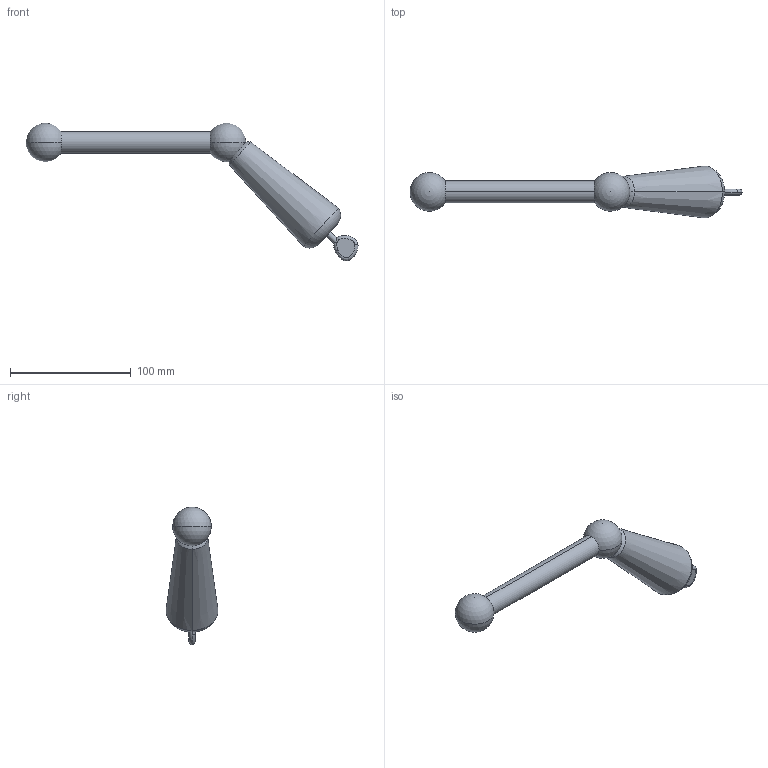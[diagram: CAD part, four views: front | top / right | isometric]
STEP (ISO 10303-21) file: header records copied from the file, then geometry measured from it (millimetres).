
FILE_DESCRIPTION (( 'STEP AP203' ), '1' );
FILE_NAME ('bras_Défaut_sldprt.STEP', '2022-07-18T00:17:31', ( '' ), ( '' ), 'SwSTEP 2.0', 'SolidWorks 2021', '' );
FILE_SCHEMA (( 'CONFIG_CONTROL_DESIGN' ));
Length unit declared in the file: millimetre
Products named in the file (1): bras_Défaut_sldprt
Bounding box: 274.93 x 43.02 x 114.02 mm (x, y, z)
Volume: 162753 mm3; surface area: 25434.7 mm2
Topology: 1 solids, 1 shells, 23 faces, 63 edges, 39 vertices
Faces by surface type: bspline 6, cylinder 4, torus 4, sphere 4, plane 3, cone 2
Entity records: 1737 total; most frequent: CARTESIAN_POINT 1173, ORIENTED_EDGE 106, DIRECTION 98, EDGE_CURVE 53, AXIS2_PLACEMENT_3D 46, VERTEX_POINT 33, CIRCLE 28, EDGE_LOOP 24
